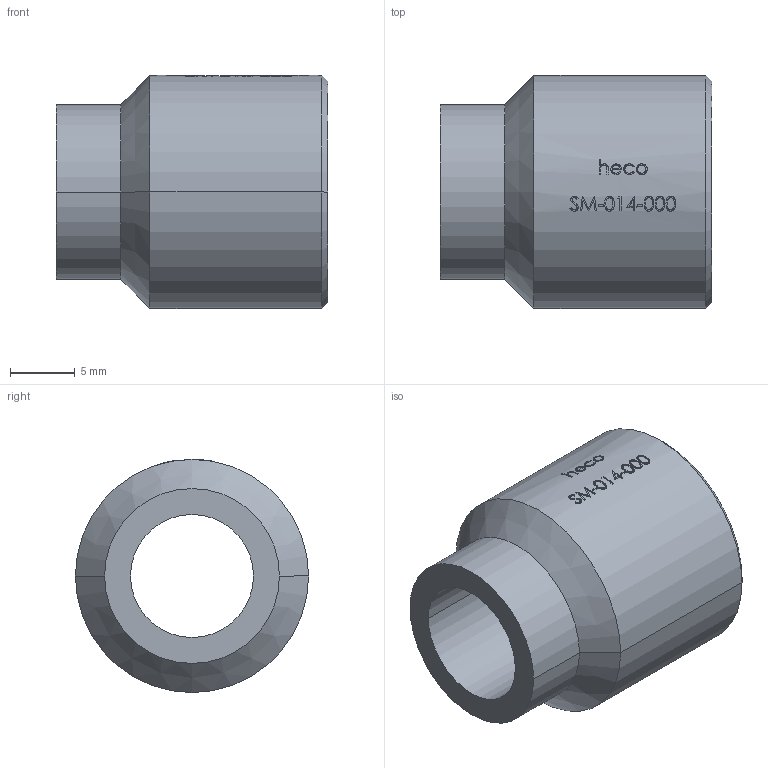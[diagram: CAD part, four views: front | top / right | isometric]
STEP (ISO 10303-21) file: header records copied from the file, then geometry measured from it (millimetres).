
FILE_DESCRIPTION (( 'STEP AP214' ), '1' );
FILE_NAME ('SM-014-000-x Schweißmuffe heco.STEP', '2018-05-17T08:32:17', ( '' ), ( '' ), 'SwSTEP 2.0', 'SolidWorks 2016', '' );
FILE_SCHEMA (( 'AUTOMOTIVE_DESIGN' ));
Length unit declared in the file: millimetre
Products named in the file (1): SM-014-000-x Schweißmuffe heco
Bounding box: 21 x 18 x 18 mm (x, y, z)
Volume: 2748.6 mm3; surface area: 2055.3 mm2
Topology: 1 solids, 1 shells, 180 faces, 459 edges, 302 vertices
Faces by surface type: bspline 102, plane 41, cylinder 29, cone 8
Entity records: 14727 total; most frequent: CARTESIAN_POINT 9509, ORIENTED_EDGE 918, EDGE_CURVE 459, DIRECTION 351, B_SPLINE_CURVE_WITH_KNOTS 318, VERTEX_POINT 302, EDGE_LOOP 203, FACE_OUTER_BOUND 180
